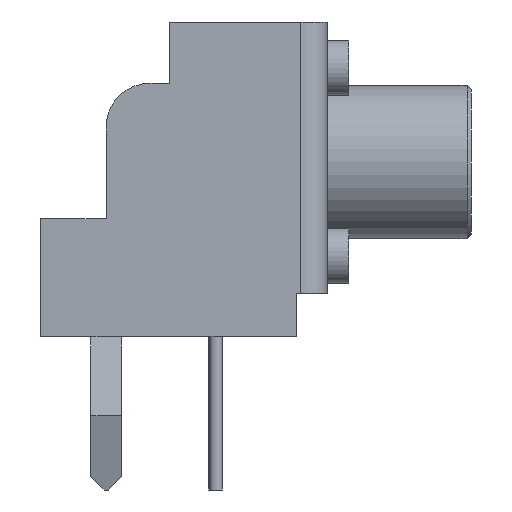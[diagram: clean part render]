
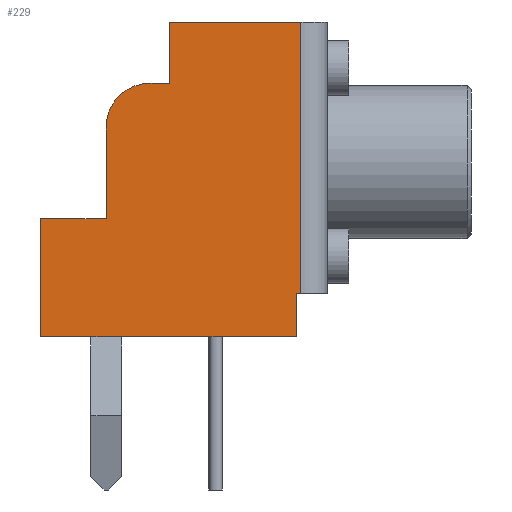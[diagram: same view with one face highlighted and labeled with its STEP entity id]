
A CAD part, left-side view. The second image highlights one B-rep face of the part: STEP entity #229.
In plain terms, the highlighted planar face has unit normal (-1, 0, 0).
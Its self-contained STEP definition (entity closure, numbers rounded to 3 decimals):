
#18=CARTESIAN_POINT('',(-3.6,1.05,7.2));
#19=VERTEX_POINT('',#18);
#26=CARTESIAN_POINT('',(-3.6,-1.95,7.2));
#27=VERTEX_POINT('',#26);
#28=CARTESIAN_POINT('',(-3.6,4.0,7.2));
#29=DIRECTION('',(0.0,-1.0,-0.0));
#30=VECTOR('',#29,1.0);
#31=LINE('',#28,#30);
#32=EDGE_CURVE('n� 2188',#19,#27,#31,.T.);
#126=CARTESIAN_POINT('',(-3.6,2.5,2.7));
#127=VERTEX_POINT('',#126);
#128=CARTESIAN_POINT('',(-3.6,2.5,4.8));
#129=VERTEX_POINT('',#128);
#130=CARTESIAN_POINT('',(-3.6,2.5,0.0));
#131=DIRECTION('',(0.0,-0.0,1.0));
#132=VECTOR('',#131,1.0);
#133=LINE('',#130,#132);
#134=EDGE_CURVE('n� 2268',#127,#129,#133,.T.);
#135=ORIENTED_EDGE('',*,*,#134,.F.);
#136=CARTESIAN_POINT('',(-3.6,4.0,2.7));
#137=VERTEX_POINT('',#136);
#138=CARTESIAN_POINT('',(-3.6,4.0,2.7));
#139=DIRECTION('',(0.0,-1.0,-0.0));
#140=VECTOR('',#139,1.0);
#141=LINE('',#138,#140);
#142=EDGE_CURVE('n� 2264',#137,#127,#141,.T.);
#143=ORIENTED_EDGE('',*,*,#142,.F.);
#144=CARTESIAN_POINT('',(-3.6,4.0,0.0));
#145=VERTEX_POINT('',#144);
#146=CARTESIAN_POINT('',(-3.6,4.0,0.0));
#147=DIRECTION('',(0.0,-0.0,1.0));
#148=VECTOR('',#147,1.0);
#149=LINE('',#146,#148);
#150=EDGE_CURVE('n� 287',#145,#137,#149,.T.);
#151=ORIENTED_EDGE('',*,*,#150,.F.);
#152=CARTESIAN_POINT('',(-3.6,2.85,0.0));
#153=VERTEX_POINT('',#152);
#154=CARTESIAN_POINT('',(-3.6,4.0,0.0));
#155=DIRECTION('',(0.0,-1.0,-0.0));
#156=VECTOR('',#155,1.0);
#157=LINE('',#154,#156);
#158=EDGE_CURVE('n� 282',#145,#153,#157,.T.);
#159=ORIENTED_EDGE('',*,*,#158,.T.);
#160=CARTESIAN_POINT('',(-3.6,2.15,0.0));
#161=VERTEX_POINT('',#160);
#162=CARTESIAN_POINT('',(-3.6,2.85,0.0));
#163=DIRECTION('',(0.0,-1.0,-0.0));
#164=VECTOR('',#163,1.0);
#165=LINE('',#162,#164);
#166=EDGE_CURVE('n� 283',#153,#161,#165,.T.);
#167=ORIENTED_EDGE('',*,*,#166,.T.);
#168=CARTESIAN_POINT('',(-3.6,-1.85,-0.0));
#169=VERTEX_POINT('',#168);
#170=CARTESIAN_POINT('',(-3.6,4.0,0.0));
#171=DIRECTION('',(0.0,-1.0,-0.0));
#172=VECTOR('',#171,1.0);
#173=LINE('',#170,#172);
#174=EDGE_CURVE('n� 284',#161,#169,#173,.T.);
#175=ORIENTED_EDGE('',*,*,#174,.T.);
#176=CARTESIAN_POINT('',(-3.6,-1.85,1.0));
#177=VERTEX_POINT('',#176);
#178=CARTESIAN_POINT('',(-3.6,-1.85,-0.0));
#179=DIRECTION('',(0.0,0.0,-1.0));
#180=VECTOR('',#179,1.0);
#181=LINE('',#178,#180);
#182=EDGE_CURVE('n� 1298',#177,#169,#181,.T.);
#183=ORIENTED_EDGE('',*,*,#182,.F.);
#184=CARTESIAN_POINT('',(-3.6,-1.95,1.0));
#185=VERTEX_POINT('',#184);
#186=CARTESIAN_POINT('',(-3.6,-1.85,1.0));
#187=DIRECTION('',(0.0,-1.0,-0.0));
#188=VECTOR('',#187,1.0);
#189=LINE('',#186,#188);
#190=EDGE_CURVE('n� 1281',#177,#185,#189,.T.);
#191=ORIENTED_EDGE('',*,*,#190,.T.);
#192=CARTESIAN_POINT('',(-3.6,-1.95,-0.0));
#193=DIRECTION('',(0.0,-0.0,1.0));
#194=VECTOR('',#193,1.0);
#195=LINE('',#192,#194);
#196=EDGE_CURVE('n� 1216',#185,#27,#195,.T.);
#197=ORIENTED_EDGE('',*,*,#196,.T.);
#198=ORIENTED_EDGE('',*,*,#32,.F.);
#199=CARTESIAN_POINT('',(-3.6,1.05,5.8));
#200=VERTEX_POINT('',#199);
#201=CARTESIAN_POINT('',(-3.6,1.05,0.0));
#202=DIRECTION('',(0.0,0.0,-1.0));
#203=VECTOR('',#202,1.0);
#204=LINE('',#201,#203);
#205=EDGE_CURVE('n� 2244',#19,#200,#204,.T.);
#206=ORIENTED_EDGE('',*,*,#205,.T.);
#207=CARTESIAN_POINT('',(-3.6,1.5,5.8));
#208=VERTEX_POINT('',#207);
#209=CARTESIAN_POINT('',(-3.6,4.0,5.8));
#210=DIRECTION('',(0.0,-1.0,-0.0));
#211=VECTOR('',#210,1.0);
#212=LINE('',#209,#211);
#213=EDGE_CURVE('n� 2260',#208,#200,#212,.T.);
#214=ORIENTED_EDGE('',*,*,#213,.F.);
#215=CARTESIAN_POINT('',(-3.6,1.5,4.8));
#216=DIRECTION('',(1.0,0.0,-0.0));
#217=DIRECTION('',(0.0,-1.0,-0.0));
#218=AXIS2_PLACEMENT_3D('',#215,#216,#217);
#219=CIRCLE('',#218,1.0);
#220=EDGE_CURVE('n� 2272',#129,#208,#219,.T.);
#221=ORIENTED_EDGE('',*,*,#220,.F.);
#222=EDGE_LOOP('',(
    #135,#143,#151,#159,#167,#175,#183,#191,#197,#198,
    #206,#214,#221));
#223=FACE_OUTER_BOUND('',#222,.T.);
#224=CARTESIAN_POINT('',(-3.6,4.0,0.0));
#225=DIRECTION('',(-1.0,0.0,0.0));
#226=DIRECTION('',(0.0,-1.0,-0.0));
#227=AXIS2_PLACEMENT_3D('',#224,#225,#226);
#228=PLANE('',#227);
#229=ADVANCED_FACE('n� 2211',(#223),#228,.T.);
